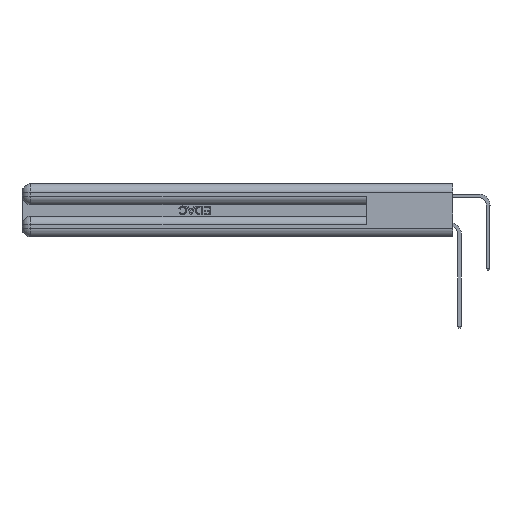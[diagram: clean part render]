
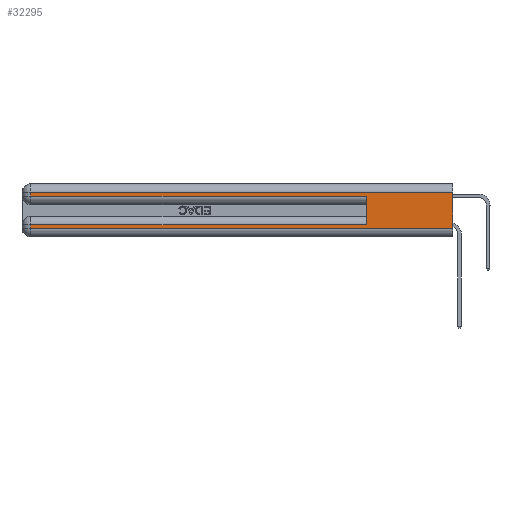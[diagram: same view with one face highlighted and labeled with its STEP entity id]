
A CAD part, left-side view. The second image highlights one B-rep face of the part: STEP entity #32295.
In plain terms, the highlighted planar face has unit normal (-1, 0, 0).
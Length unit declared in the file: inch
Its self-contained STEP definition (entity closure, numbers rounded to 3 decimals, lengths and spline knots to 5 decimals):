
#1094 = EDGE_CURVE ( 'NONE', #24439, #25435, #37527, .T. ) ;
#1282 = LINE ( 'NONE', #12986, #11402 ) ;
#1796 = VECTOR ( 'NONE', #9650, 39.37008 ) ;
#2152 = ORIENTED_EDGE ( 'NONE', *, *, #1094, .T. ) ;
#3453 = CARTESIAN_POINT ( 'NONE',  ( 0., 0., 0.285 ) ) ;
#3815 = ORIENTED_EDGE ( 'NONE', *, *, #10187, .T. ) ;
#4204 = AXIS2_PLACEMENT_3D ( 'NONE', #34626, #9278, #15930 ) ;
#6168 = CARTESIAN_POINT ( 'NONE',  ( 0., 2.94, 0.085 ) ) ;
#6673 = VECTOR ( 'NONE', #13122, 39.37008 ) ;
#6746 = DIRECTION ( 'NONE',  ( 0., 0., -1. ) ) ;
#7250 = VECTOR ( 'NONE', #19873, 39.37008 ) ;
#8047 = VERTEX_POINT ( 'NONE', #20920 ) ;
#8281 = LINE ( 'NONE', #36018, #7250 ) ;
#8523 = CARTESIAN_POINT ( 'NONE',  ( 0., 0.6, 0.285 ) ) ;
#9252 = CARTESIAN_POINT ( 'NONE',  ( 0., 0., 0.31 ) ) ;
#9278 = DIRECTION ( 'NONE',  ( 1., 0., 0. ) ) ;
#9576 = EDGE_LOOP ( 'NONE', ( #34144, #35040, #19992, #3815, #11833, #41581, #2152, #30175 ) ) ;
#9650 = DIRECTION ( 'NONE',  ( 0., 1., 0. ) ) ;
#10187 = EDGE_CURVE ( 'NONE', #16149, #15558, #28046, .T. ) ;
#10359 = LINE ( 'NONE', #9252, #1796 ) ;
#11402 = VECTOR ( 'NONE', #36108, 39.37008 ) ;
#11833 = ORIENTED_EDGE ( 'NONE', *, *, #31138, .F. ) ;
#12275 = VERTEX_POINT ( 'NONE', #19436 ) ;
#12986 = CARTESIAN_POINT ( 'NONE',  ( 0., 0., 0.37 ) ) ;
#13122 = DIRECTION ( 'NONE',  ( 0., 0., 1. ) ) ;
#15492 = CARTESIAN_POINT ( 'NONE',  ( 0., 2.94, 0.37 ) ) ;
#15558 = VERTEX_POINT ( 'NONE', #8523 ) ;
#15930 = DIRECTION ( 'NONE',  ( 0., 0., -1. ) ) ;
#16149 = VERTEX_POINT ( 'NONE', #40673 ) ;
#16270 = CARTESIAN_POINT ( 'NONE',  ( 0., 0.6, 0.145 ) ) ;
#17156 = EDGE_CURVE ( 'NONE', #25435, #12275, #33608, .T. ) ;
#17436 = EDGE_CURVE ( 'NONE', #30850, #12275, #1282, .T. ) ;
#18847 = LINE ( 'NONE', #16270, #6673 ) ;
#19436 = CARTESIAN_POINT ( 'NONE',  ( 0., 0., 0.06 ) ) ;
#19518 = VECTOR ( 'NONE', #39244, 39.37008 ) ;
#19873 = DIRECTION ( 'NONE',  ( 0., 1., 0. ) ) ;
#19888 = EDGE_CURVE ( 'NONE', #32301, #16149, #29269, .T. ) ;
#19992 = ORIENTED_EDGE ( 'NONE', *, *, #19888, .T. ) ;
#20920 = CARTESIAN_POINT ( 'NONE',  ( 0., 0.6, 0.085 ) ) ;
#21557 = DIRECTION ( 'NONE',  ( 0., 0., -1. ) ) ;
#24439 = VERTEX_POINT ( 'NONE', #6168 ) ;
#24503 = VECTOR ( 'NONE', #33168, 39.37008 ) ;
#25435 = VERTEX_POINT ( 'NONE', #26080 ) ;
#25786 = FACE_OUTER_BOUND ( 'NONE', #9576, .T. ) ;
#26080 = CARTESIAN_POINT ( 'NONE',  ( 0., 2.94, 0.06 ) ) ;
#28046 = LINE ( 'NONE', #3453, #19518 ) ;
#28307 = VECTOR ( 'NONE', #6746, 39.37008 ) ;
#28580 = PLANE ( 'NONE',  #4204 ) ;
#29269 = LINE ( 'NONE', #35505, #28307 ) ;
#29387 = EDGE_CURVE ( 'NONE', #30850, #32301, #10359, .T. ) ;
#29895 = CARTESIAN_POINT ( 'NONE',  ( 0., 0., 0.06 ) ) ;
#30175 = ORIENTED_EDGE ( 'NONE', *, *, #17156, .T. ) ;
#30714 = EDGE_CURVE ( 'NONE', #8047, #24439, #8281, .T. ) ;
#30850 = VERTEX_POINT ( 'NONE', #40118 ) ;
#31138 = EDGE_CURVE ( 'NONE', #8047, #15558, #18847, .T. ) ;
#32295 = ADVANCED_FACE ( 'NONE', ( #25786 ), #28580, .F. ) ;
#32301 = VERTEX_POINT ( 'NONE', #32658 ) ;
#32658 = CARTESIAN_POINT ( 'NONE',  ( 0., 2.94, 0.31 ) ) ;
#33168 = DIRECTION ( 'NONE',  ( 0., -1., 0. ) ) ;
#33608 = LINE ( 'NONE', #29895, #24503 ) ;
#34144 = ORIENTED_EDGE ( 'NONE', *, *, #17436, .F. ) ;
#34626 = CARTESIAN_POINT ( 'NONE',  ( 0., 0., 0.37 ) ) ;
#35040 = ORIENTED_EDGE ( 'NONE', *, *, #29387, .T. ) ;
#35505 = CARTESIAN_POINT ( 'NONE',  ( 0., 2.94, 0.37 ) ) ;
#36018 = CARTESIAN_POINT ( 'NONE',  ( 0., 0., 0.085 ) ) ;
#36108 = DIRECTION ( 'NONE',  ( 0., 0., -1. ) ) ;
#36492 = VECTOR ( 'NONE', #21557, 39.37008 ) ;
#37527 = LINE ( 'NONE', #15492, #36492 ) ;
#39244 = DIRECTION ( 'NONE',  ( 0., -1., 0. ) ) ;
#40118 = CARTESIAN_POINT ( 'NONE',  ( 0., 0., 0.31 ) ) ;
#40673 = CARTESIAN_POINT ( 'NONE',  ( 0., 2.94, 0.285 ) ) ;
#41581 = ORIENTED_EDGE ( 'NONE', *, *, #30714, .T. ) ;
